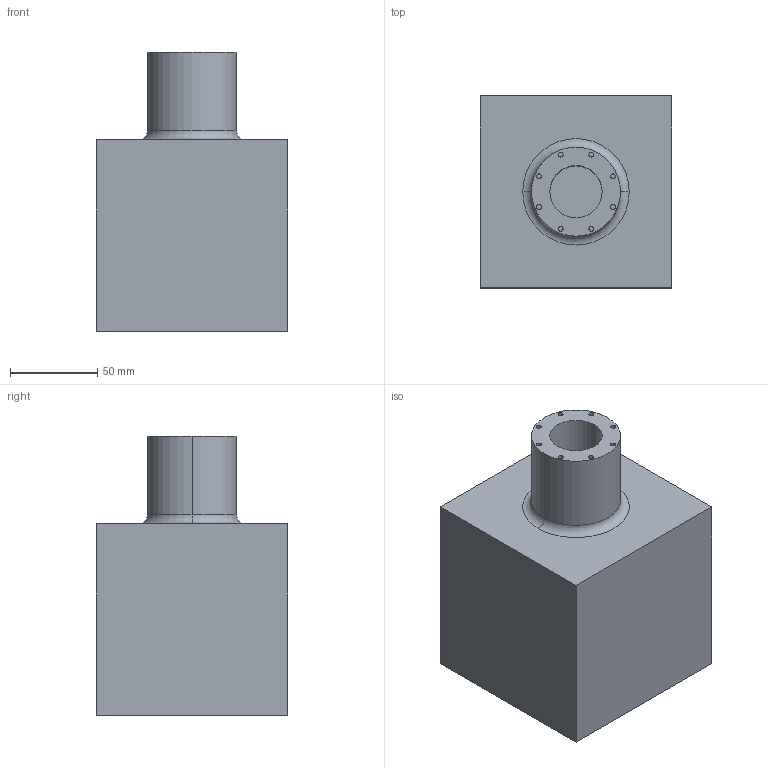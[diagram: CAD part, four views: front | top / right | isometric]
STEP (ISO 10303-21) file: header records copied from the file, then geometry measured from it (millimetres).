
FILE_DESCRIPTION (( 'STEP AP203' ), '1' );
FILE_NAME ('源輸忒.STEP', '2025-05-13T14:11:27', ( '' ), ( '' ), 'SwSTEP 2.0', 'SolidWorks 2022', '' );
FILE_SCHEMA (( 'CONFIG_CONTROL_DESIGN' ));
Length unit declared in the file: millimetre
Products named in the file (1): 方块手
Bounding box: 110 x 110 x 160 mm (x, y, z)
Volume: 441494.9 mm3; surface area: 194855 mm2
Topology: 1 solids, 5 shells, 66 faces, 136 edges, 90 vertices
Faces by surface type: plane 40, cylinder 24, torus 2
Entity records: 1825 total; most frequent: DIRECTION 322, CARTESIAN_POINT 293, ORIENTED_EDGE 272, EDGE_CURVE 136, AXIS2_PLACEMENT_3D 119, VERTEX_POINT 90, LINE 84, VECTOR 84
